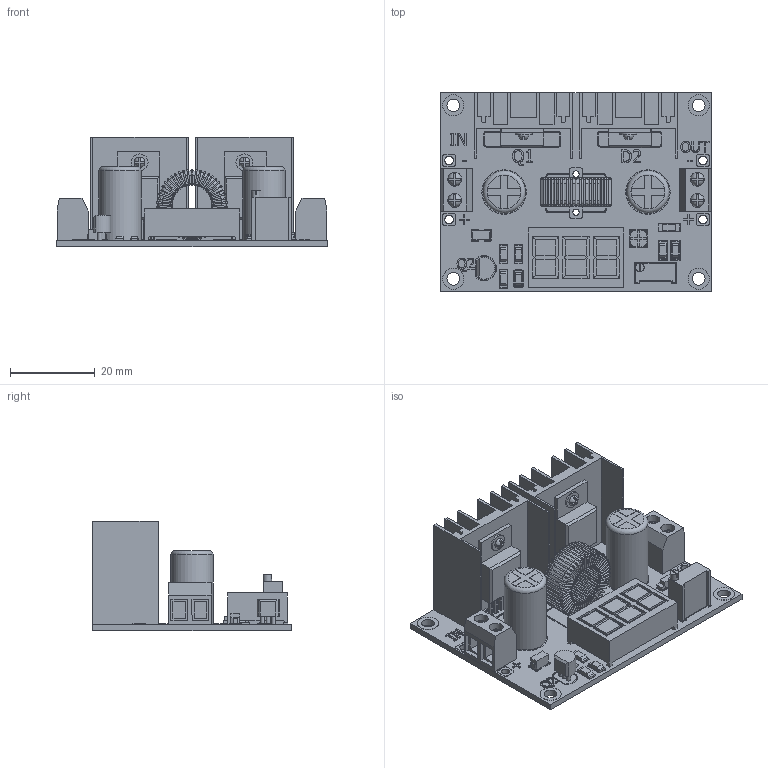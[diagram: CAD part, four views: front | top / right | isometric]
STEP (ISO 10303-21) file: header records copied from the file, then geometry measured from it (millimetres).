
FILE_DESCRIPTION(/* description */ (''),/* implementation_level */ '2;1');
FILE_NAME(/* name */ 'XL4016.stp',/* time_stamp */ '2022-06-03T10:15:59-05:00',/* author */ ('Tecneu'),/* organization */ (''),/* preprocessor_version */ 'ST-DEVELOPER v18.1',/* originating_system */ 'Autodesk Inventor 2021',/* authorisation */ '');
FILE_SCHEMA (('AUTOMOTIVE_DESIGN { 1 0 10303 214 3 1 1 }'));
Length unit declared in the file: millimetre
Products named in the file (1): XL4016
Bounding box: 64 x 47 x 26 mm (x, y, z)
Volume: 16649.9 mm3; surface area: 20800.8 mm2
Topology: 51 solids, 51 shells, 1572 faces, 4785 edges, 3315 vertices
Faces by surface type: plane 924, cylinder 348, torus 204, bspline 89, sphere 6, cone 1
Full cylindrical faces by diameter (mm): 0.35 x200, 1 x3, 1.5 x2, 2 x5, 2.5 x2, 3 x4, 3.3 x4, 4 x2, 4.2 x1, 5 x4, 10 x3, 10.5 x2, 16 x1
Entity records: 57412 total; most frequent: CARTESIAN_POINT 10909, ORIENTED_EDGE 9570, DIRECTION 9433, EDGE_CURVE 4785, AXIS2_PLACEMENT_3D 3349, VERTEX_POINT 3315, LINE 2735, VECTOR 2735
